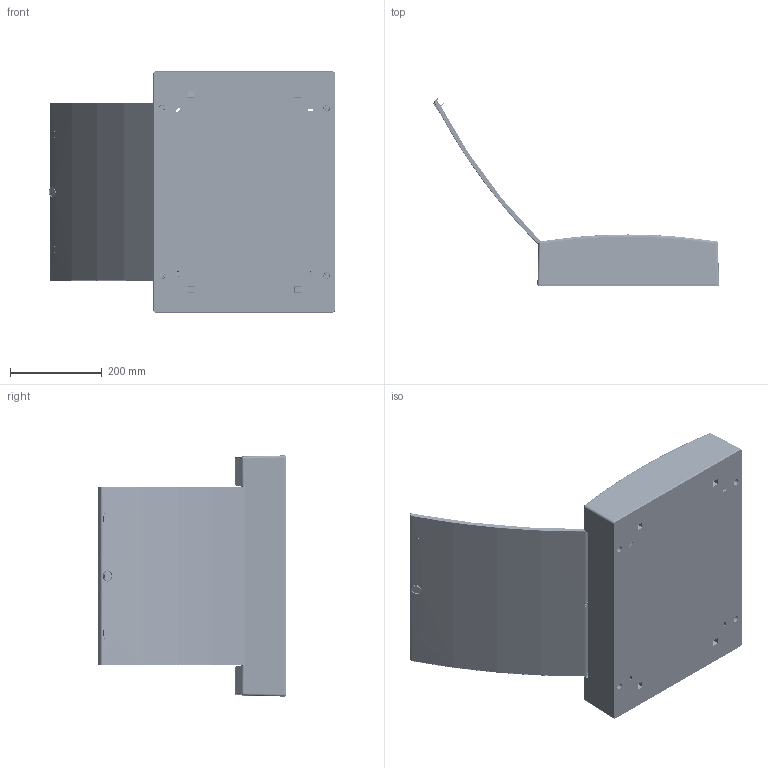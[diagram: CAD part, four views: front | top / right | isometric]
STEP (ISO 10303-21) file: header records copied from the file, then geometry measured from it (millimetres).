
FILE_DESCRIPTION(/* description */ ('Unknown'),/* implementation_level */ '2;1');
FILE_NAME(/* name */ 'ECT_3x18_PO_Media_Mod',/* time_stamp */ '2020-05-22T13:53:57+02:00',/* author */ ('Unknown'),/* organization */ ('Unknown'),/* preprocessor_version */ 'ST-DEVELOPER v16.7',/* originating_system */ 'DEX',/* authorisation */ $);
FILE_SCHEMA (('AUTOMOTIVE_DESIGN {1 0 10303 214 3 1 1}'));
Products named in the file (16): ECT_3x18_PO_Media_Mod; Front_ECT_3x18; Door_ECT_3x18; Bottom_ECT_3x18; Pin; Screw_M4x8; ETI LOGO; TH_18_Rail; Gniazdko; Gniazdko part A; AS-C 4x10; AW-R 4; AN-H 4; Gniazdko part B; AS-C 4x16; PM-PER 2x18 RJ
Assembly tree (26 placements, depth 3):
  ECT_3x18_PO_Media_Mod
    Front_ECT_3x18
    Door_ECT_3x18
    Bottom_ECT_3x18
    Pin  x4
    Screw_M4x8  x6
    ETI LOGO
    TH_18_Rail
    Gniazdko
      Gniazdko part A
      AS-C 4x10  x2
      AW-R 4  x2
      AN-H 4  x2
      Gniazdko part B
      AS-C 4x16
    PM-PER 2x18 RJ
Bounding box: 623.41 x 409.62 x 525.6 mm (x, y, z)
Volume: 2208532.5 mm3; surface area: 1746574.2 mm2
Topology: 27 solids, 27 shells, 2629 faces, 7417 edges, 4924 vertices
Faces by surface type: plane 1460, cylinder 918, cone 202, torus 23, bspline 16, sphere 10
Full cylindrical faces by diameter (mm): 2.5 x1, 3 x2, 3.242 x2, 3.8 x2, 4 x536, 4.3 x2, 4.7 x1, 4.75 x1, 5 x46, 5.5 x3, 5.6 x1, 8 x8, 9.5 x4, 10 x2, 12.2 x4, 18 x23, 38 x1
Entity records: 80280 total; most frequent: CARTESIAN_POINT 14741, DIRECTION 12429, ORIENTED_EDGE 11710, EDGE_CURVE 5855, FACE_BOUND 4546, EDGE_LOOP 4545, AXIS2_PLACEMENT_3D 4520, VERTEX_POINT 4323
